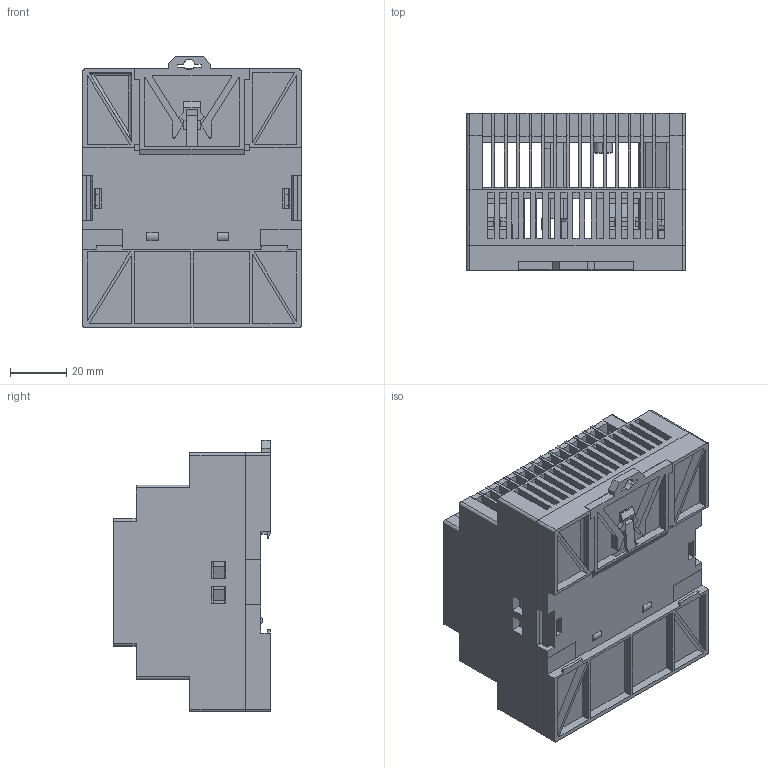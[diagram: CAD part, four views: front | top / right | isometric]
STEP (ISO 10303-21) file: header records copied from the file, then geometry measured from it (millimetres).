
FILE_DESCRIPTION (( 'STEP AP214' ), '1' );
FILE_NAME ('CDKG-S30-60W总装.STEP', '2025-04-29T01:57:50', ( '万丰电脑' ), ( '电话：0577-62733550' ), 'SwSTEP 2.0', 'SolidWorks 2020', '' );
FILE_SCHEMA (( 'AUTOMOTIVE_DESIGN' ));
Length unit declared in the file: millimetre
Products named in the file (8): CDKG-S30-24菁裔縐諶; cdkg-s30散热器A; CDKG-S30-60W軞蚾; 褲赽kezi; CDKG-S30盄繚啣xianluban; cdkg-s30散热器B; 2弇傷赽苤; CDKG-S30菁裔2
Assembly tree (9 placements, depth 2):
  CDKG-S30-60W軞蚾
    褲赽kezi
    CDKG-S30菁裔2
    CDKG-S30-24菁裔縐諶
    2弇傷赽苤  x3
    CDKG-S30盄繚啣xianluban
    cdkg-s30散热器A
    cdkg-s30散热器B
Bounding box: 77.5 x 55.7 x 96.5 mm (x, y, z)
Volume: 93189.1 mm3; surface area: 97310.2 mm2
Topology: 10 solids, 10 shells, 1456 faces, 4269 edges, 2791 vertices
Faces by surface type: plane 1315, cylinder 134, bspline 3, sphere 2, cone 2
Entity records: 51896 total; most frequent: CARTESIAN_POINT 7060, ORIENTED_EDGE 7052, DIRECTION 6128, EDGE_CURVE 3526, VECTOR 3308, LINE 3308, VERTEX_POINT 2302, AXIS2_PLACEMENT_3D 1410
